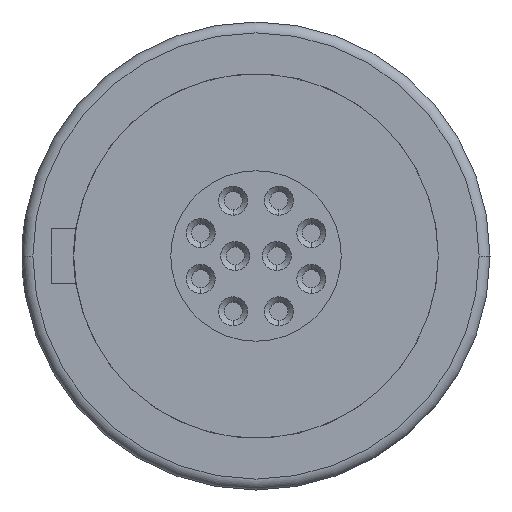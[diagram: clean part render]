
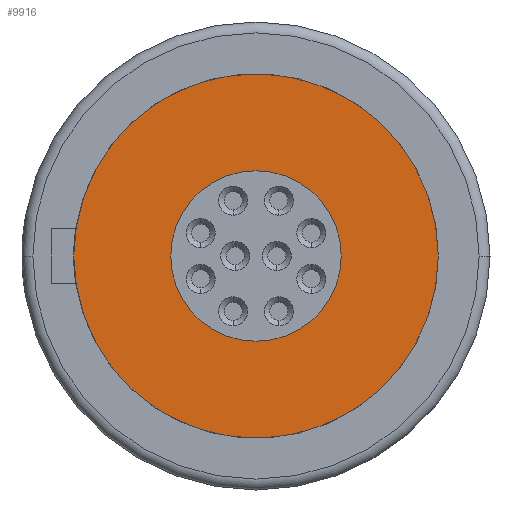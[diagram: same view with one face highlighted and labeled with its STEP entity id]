
A CAD part, left-side view. The second image highlights one B-rep face of the part: STEP entity #9916.
In plain terms, the highlighted planar face has unit normal (-1, 0, 0).
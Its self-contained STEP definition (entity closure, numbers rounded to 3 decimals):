
#4815=CARTESIAN_POINT('',(-1.1,0.,0.));
#4816=DIRECTION('',(-1.,0.,0.));
#4817=DIRECTION('',(0.,1.,0.));
#4818=AXIS2_PLACEMENT_3D('',#4815,#4816,#4817);
#4820=CARTESIAN_POINT('',(-1.1,0.,0.));
#4821=DIRECTION('',(1.,0.,0.));
#4822=DIRECTION('',(0.,1.,0.));
#4823=AXIS2_PLACEMENT_3D('',#4820,#4821,#4822);
#4825=CARTESIAN_POINT('',(-1.1,0.,0.));
#4826=DIRECTION('',(-1.,0.,0.));
#4827=DIRECTION('',(0.,0.,1.));
#4828=AXIS2_PLACEMENT_3D('',#4825,#4826,#4827);
#4830=CARTESIAN_POINT('',(-1.1,0.,0.));
#4831=DIRECTION('',(-1.,0.,0.));
#4832=DIRECTION('',(0.,0.,-1.));
#4833=AXIS2_PLACEMENT_3D('',#4830,#4831,#4832);
#5321=CARTESIAN_POINT('',(-1.1,0.,-2.35));
#5322=VERTEX_POINT('',#5321);
#5323=CARTESIAN_POINT('',(-1.1,0.,2.35));
#5324=VERTEX_POINT('',#5323);
#5786=CARTESIAN_POINT('',(-1.1,-5.025,0.));
#5788=VERTEX_POINT('',#5786);
#5793=CARTESIAN_POINT('',(-1.1,5.025,0.));
#5794=VERTEX_POINT('',#5793);
#9901=CARTESIAN_POINT('',(-1.1,0.,0.));
#9902=DIRECTION('',(1.,0.,0.));
#9903=DIRECTION('',(0.,-1.,0.));
#9904=AXIS2_PLACEMENT_3D('',#9901,#9902,#9903);
#9905=PLANE('',#9904);
#9906=ORIENTED_EDGE('',*,*,#9892,.F.);
#9907=ORIENTED_EDGE('',*,*,#9878,.T.);
#9908=EDGE_LOOP('',(#9906,#9907));
#9909=FACE_OUTER_BOUND('',#9908,.F.);
#9911=ORIENTED_EDGE('',*,*,#9910,.T.);
#9913=ORIENTED_EDGE('',*,*,#9912,.T.);
#9914=EDGE_LOOP('',(#9911,#9913));
#9915=FACE_BOUND('',#9914,.F.);
#9916=ADVANCED_FACE('',(#9909,#9915),#9905,.F.);
#4819=CIRCLE('',#4818,5.025);
#4824=CIRCLE('',#4823,5.025);
#4829=CIRCLE('',#4828,2.35);
#4834=CIRCLE('',#4833,2.35);
#9878=EDGE_CURVE('',#5794,#5788,#4824,.T.);
#9892=EDGE_CURVE('',#5794,#5788,#4819,.T.);
#9910=EDGE_CURVE('',#5324,#5322,#4829,.T.);
#9912=EDGE_CURVE('',#5322,#5324,#4834,.T.);
